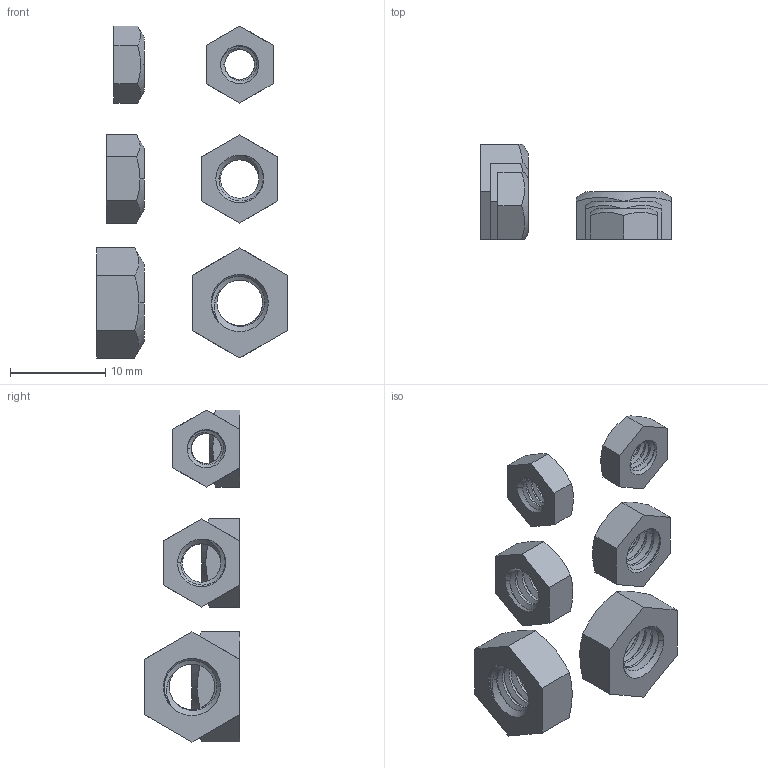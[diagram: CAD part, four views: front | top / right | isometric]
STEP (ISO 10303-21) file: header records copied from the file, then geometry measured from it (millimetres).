
FILE_DESCRIPTION (( 'STEP AP214' ), '1' );
FILE_NAME ('Hexagonal Nut M4, M5, M6.STEP', '2022-02-18T10:42:20', ( '' ), ( '' ), 'SwSTEP 2.0', 'SolidWorks 2021', '' );
FILE_SCHEMA (( 'AUTOMOTIVE_DESIGN' ));
Length unit declared in the file: millimetre
Products named in the file (4): Hexagonal Nut M5_CBALN5; Hexagonal Nut M4_CBALN4; Hexagonal Nut M6_CBALN6; Hexagonal Nut M4, M5, M6
Assembly tree (6 placements, depth 2):
  Hexagonal Nut M4, M5, M6
    Hexagonal Nut M4_CBALN4  x2
    Hexagonal Nut M5_CBALN5  x2
    Hexagonal Nut M6_CBALN6  x2
Bounding box: 20 x 10 x 34.81 mm (x, y, z)
Volume: 1113.2 mm3; surface area: 1704.4 mm2
Topology: 6 solids, 6 shells, 158 faces, 432 edges, 286 vertices
Faces by surface type: cylinder 48, plane 48, cone 44, bspline 18
Entity records: 5667 total; most frequent: CARTESIAN_POINT 3654, ORIENTED_EDGE 432, DIRECTION 291, EDGE_CURVE 216, VERTEX_POINT 143, AXIS2_PLACEMENT_3D 107, EDGE_LOOP 85, FACE_OUTER_BOUND 79
